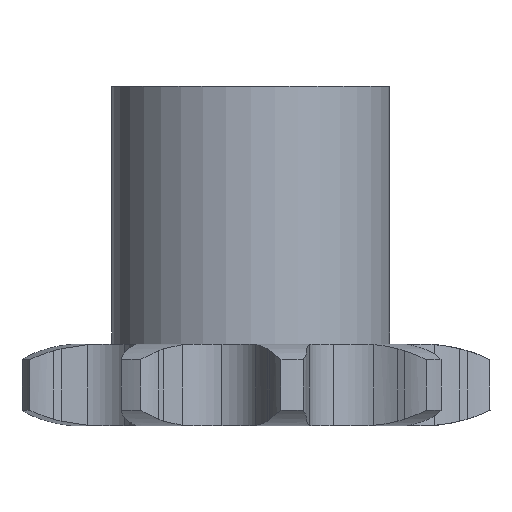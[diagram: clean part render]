
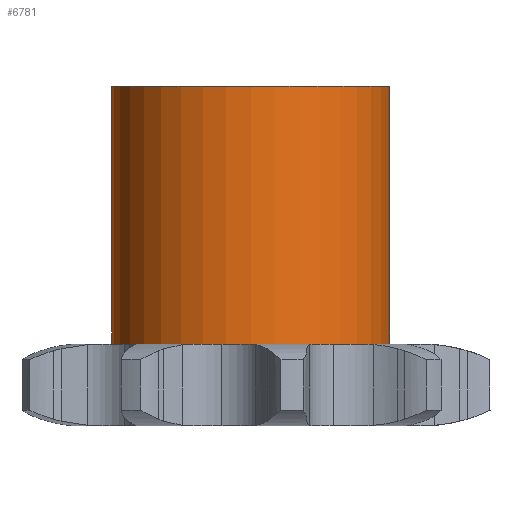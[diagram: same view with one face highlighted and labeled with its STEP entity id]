
A CAD part, left-side view. The second image highlights one B-rep face of the part: STEP entity #6781.
In plain terms, the highlighted cylindrical face has radius 9 mm (diameter 18 mm), a full revolution.
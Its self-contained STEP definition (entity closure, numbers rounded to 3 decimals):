
#458 = PLANE('',#459);
#459 = AXIS2_PLACEMENT_3D('',#460,#461,#462);
#460 = CARTESIAN_POINT('',(0.,0.,5.3));
#461 = DIRECTION('',(-0.,-0.,-1.));
#462 = DIRECTION('',(-1.,0.,0.));
#1822 = EDGE_CURVE('',#1823,#1823,#1825,.T.);
#1823 = VERTEX_POINT('',#1824);
#1824 = CARTESIAN_POINT('',(9.,0.,5.3));
#1825 = SURFACE_CURVE('',#1826,(#1831,#1838),.PCURVE_S1.);
#1826 = CIRCLE('',#1827,9.);
#1827 = AXIS2_PLACEMENT_3D('',#1828,#1829,#1830);
#1828 = CARTESIAN_POINT('',(0.,0.,5.3));
#1829 = DIRECTION('',(0.,0.,-1.));
#1830 = DIRECTION('',(1.,0.,0.));
#1831 = PCURVE('',#458,#1832);
#1832 = DEFINITIONAL_REPRESENTATION('',(#1833),#1837);
#1833 = CIRCLE('',#1834,9.);
#1834 = AXIS2_PLACEMENT_2D('',#1835,#1836);
#1835 = CARTESIAN_POINT('',(0.,0.));
#1836 = DIRECTION('',(-1.,0.));
#1837 = ( GEOMETRIC_REPRESENTATION_CONTEXT(2) 
PARAMETRIC_REPRESENTATION_CONTEXT() REPRESENTATION_CONTEXT('2D SPACE',''
  ) );
#1838 = PCURVE('',#1839,#1844);
#1839 = CYLINDRICAL_SURFACE('',#1840,9.);
#1840 = AXIS2_PLACEMENT_3D('',#1841,#1842,#1843);
#1841 = CARTESIAN_POINT('',(0.,0.,0.));
#1842 = DIRECTION('',(-0.,-0.,-1.));
#1843 = DIRECTION('',(1.,0.,0.));
#1844 = DEFINITIONAL_REPRESENTATION('',(#1845),#1849);
#1845 = LINE('',#1846,#1847);
#1846 = CARTESIAN_POINT('',(-6.283,-5.3));
#1847 = VECTOR('',#1848,1.);
#1848 = DIRECTION('',(1.,-0.));
#1849 = ( GEOMETRIC_REPRESENTATION_CONTEXT(2) 
PARAMETRIC_REPRESENTATION_CONTEXT() REPRESENTATION_CONTEXT('2D SPACE',''
  ) );
#6781 = ADVANCED_FACE('',(#6782),#1839,.T.);
#6782 = FACE_BOUND('',#6783,.F.);
#6783 = EDGE_LOOP('',(#6784,#6785,#6808,#6835));
#6784 = ORIENTED_EDGE('',*,*,#1822,.T.);
#6785 = ORIENTED_EDGE('',*,*,#6786,.T.);
#6786 = EDGE_CURVE('',#1823,#6787,#6789,.T.);
#6787 = VERTEX_POINT('',#6788);
#6788 = CARTESIAN_POINT('',(9.,0.,22.));
#6789 = SEAM_CURVE('',#6790,(#6794,#6801),.PCURVE_S1.);
#6790 = LINE('',#6791,#6792);
#6791 = CARTESIAN_POINT('',(9.,0.,0.));
#6792 = VECTOR('',#6793,1.);
#6793 = DIRECTION('',(0.,0.,1.));
#6794 = PCURVE('',#1839,#6795);
#6795 = DEFINITIONAL_REPRESENTATION('',(#6796),#6800);
#6796 = LINE('',#6797,#6798);
#6797 = CARTESIAN_POINT('',(-6.283,0.));
#6798 = VECTOR('',#6799,1.);
#6799 = DIRECTION('',(-0.,-1.));
#6800 = ( GEOMETRIC_REPRESENTATION_CONTEXT(2) 
PARAMETRIC_REPRESENTATION_CONTEXT() REPRESENTATION_CONTEXT('2D SPACE',''
  ) );
#6801 = PCURVE('',#1839,#6802);
#6802 = DEFINITIONAL_REPRESENTATION('',(#6803),#6807);
#6803 = LINE('',#6804,#6805);
#6804 = CARTESIAN_POINT('',(-0.,0.));
#6805 = VECTOR('',#6806,1.);
#6806 = DIRECTION('',(-0.,-1.));
#6807 = ( GEOMETRIC_REPRESENTATION_CONTEXT(2) 
PARAMETRIC_REPRESENTATION_CONTEXT() REPRESENTATION_CONTEXT('2D SPACE',''
  ) );
#6808 = ORIENTED_EDGE('',*,*,#6809,.T.);
#6809 = EDGE_CURVE('',#6787,#6787,#6810,.T.);
#6810 = SURFACE_CURVE('',#6811,(#6816,#6823),.PCURVE_S1.);
#6811 = CIRCLE('',#6812,9.);
#6812 = AXIS2_PLACEMENT_3D('',#6813,#6814,#6815);
#6813 = CARTESIAN_POINT('',(0.,0.,22.));
#6814 = DIRECTION('',(0.,0.,1.));
#6815 = DIRECTION('',(1.,0.,0.));
#6816 = PCURVE('',#1839,#6817);
#6817 = DEFINITIONAL_REPRESENTATION('',(#6818),#6822);
#6818 = LINE('',#6819,#6820);
#6819 = CARTESIAN_POINT('',(-0.,-22.));
#6820 = VECTOR('',#6821,1.);
#6821 = DIRECTION('',(-1.,0.));
#6822 = ( GEOMETRIC_REPRESENTATION_CONTEXT(2) 
PARAMETRIC_REPRESENTATION_CONTEXT() REPRESENTATION_CONTEXT('2D SPACE',''
  ) );
#6823 = PCURVE('',#6824,#6829);
#6824 = PLANE('',#6825);
#6825 = AXIS2_PLACEMENT_3D('',#6826,#6827,#6828);
#6826 = CARTESIAN_POINT('',(0.,0.,22.)
  );
#6827 = DIRECTION('',(0.,0.,1.));
#6828 = DIRECTION('',(1.,0.,0.));
#6829 = DEFINITIONAL_REPRESENTATION('',(#6830),#6834);
#6830 = CIRCLE('',#6831,9.);
#6831 = AXIS2_PLACEMENT_2D('',#6832,#6833);
#6832 = CARTESIAN_POINT('',(0.,0.));
#6833 = DIRECTION('',(1.,0.));
#6834 = ( GEOMETRIC_REPRESENTATION_CONTEXT(2) 
PARAMETRIC_REPRESENTATION_CONTEXT() REPRESENTATION_CONTEXT('2D SPACE',''
  ) );
#6835 = ORIENTED_EDGE('',*,*,#6786,.F.);
